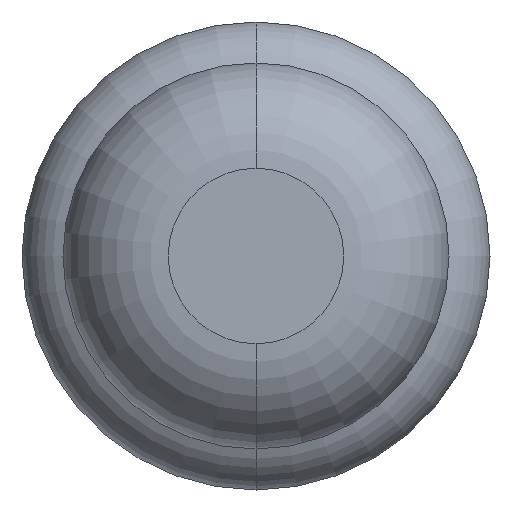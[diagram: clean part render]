
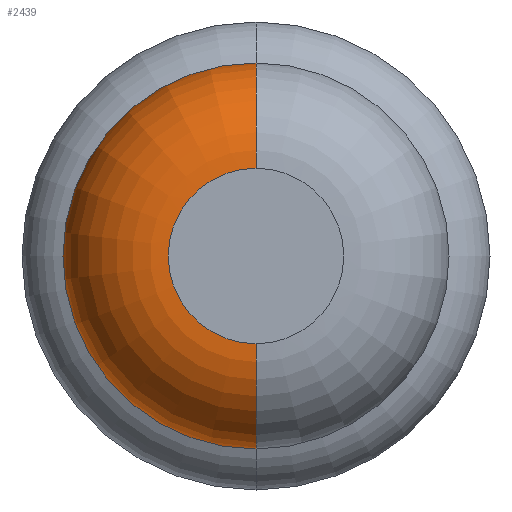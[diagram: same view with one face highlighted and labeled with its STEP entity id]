
A CAD part, front view. The second image highlights one B-rep face of the part: STEP entity #2439.
In plain terms, the highlighted toroidal (fillet/blend) face has major radius 0.375 mm and minor radius 0.45 mm.
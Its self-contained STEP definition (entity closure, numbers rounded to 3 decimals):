
#158 = CARTESIAN_POINT ( 'NONE',  ( 0., -29., 0. ) ) ;
#178 = CARTESIAN_POINT ( 'NONE',  ( 0., -28.55, -0.375 ) ) ;
#179 = VERTEX_POINT ( 'NONE', #2374 ) ;
#494 = DIRECTION ( 'NONE',  ( 1., 0., 0. ) ) ;
#530 = EDGE_CURVE ( 'NONE', #1045, #179, #4311, .T. ) ;
#558 = DIRECTION ( 'NONE',  ( 0., 0., -1. ) ) ;
#652 = VERTEX_POINT ( 'NONE', #1451 ) ;
#753 = ORIENTED_EDGE ( 'NONE', *, *, #3587, .F. ) ;
#878 = DIRECTION ( 'NONE',  ( -1., 0., 0. ) ) ;
#964 = AXIS2_PLACEMENT_3D ( 'NONE', #1493, #4146, #1479 ) ;
#1045 = VERTEX_POINT ( 'NONE', #1811 ) ;
#1114 = DIRECTION ( 'NONE',  ( 0., 0., 1. ) ) ;
#1159 = ORIENTED_EDGE ( 'NONE', *, *, #530, .F. ) ;
#1166 = CIRCLE ( 'NONE', #2205, 0.825 ) ;
#1222 = DIRECTION ( 'NONE',  ( 0., 1., 0. ) ) ;
#1384 = FACE_OUTER_BOUND ( 'NONE', #1674, .T. ) ;
#1451 = CARTESIAN_POINT ( 'NONE',  ( 0., -28.55, 0.825 ) ) ;
#1479 = DIRECTION ( 'NONE',  ( 0., 0., 1. ) ) ;
#1493 = CARTESIAN_POINT ( 'NONE',  ( 0., -28.55, 0. ) ) ;
#1541 = TOROIDAL_SURFACE ( 'NONE', #964, 0.375, 0.45 ) ;
#1555 = CARTESIAN_POINT ( 'NONE',  ( 0., -28.55, 0. ) ) ;
#1674 = EDGE_LOOP ( 'NONE', ( #1159, #2515, #2529, #753 ) ) ;
#1811 = CARTESIAN_POINT ( 'NONE',  ( 0., -29., -0.375 ) ) ;
#2150 = VERTEX_POINT ( 'NONE', #3196 ) ;
#2205 = AXIS2_PLACEMENT_3D ( 'NONE', #1555, #1222, #4219 ) ;
#2374 = CARTESIAN_POINT ( 'NONE',  ( 0., -28.55, -0.825 ) ) ;
#2439 = ADVANCED_FACE ( 'Defeature ausgef�hrt1_2', ( #1384 ), #1541, .T. ) ;
#2462 = DIRECTION ( 'NONE',  ( 0., 0., 1. ) ) ;
#2515 = ORIENTED_EDGE ( 'NONE', *, *, #2712, .T. ) ;
#2529 = ORIENTED_EDGE ( 'NONE', *, *, #2593, .T. ) ;
#2593 = EDGE_CURVE ( 'NONE', #2150, #652, #3692, .T. ) ;
#2619 = AXIS2_PLACEMENT_3D ( 'NONE', #4217, #878, #2462 ) ;
#2712 = EDGE_CURVE ( 'Defeature ausgef�hrt1_2+Defeature ausgef�hrt1_1+Defeature ausgef�hrt1_1+Defeature ausgef�hrt1_1', #1045, #2150, #3929, .T. ) ;
#2961 = AXIS2_PLACEMENT_3D ( 'NONE', #178, #494, #558 ) ;
#3122 = DIRECTION ( 'NONE',  ( 0., 1., 0. ) ) ;
#3196 = CARTESIAN_POINT ( 'NONE',  ( 0., -29., 0.375 ) ) ;
#3587 = EDGE_CURVE ( 'Defeature ausgef�hrt1_3+Defeature ausgef�hrt1_2+Defeature ausgef�hrt1_2+Defeature ausgef�hrt1_2', #179, #652, #1166, .T. ) ;
#3692 = CIRCLE ( 'NONE', #2619, 0.45 ) ;
#3929 = CIRCLE ( 'NONE', #3966, 0.375 ) ;
#3966 = AXIS2_PLACEMENT_3D ( 'NONE', #158, #3122, #1114 ) ;
#4146 = DIRECTION ( 'NONE',  ( 0., 1., 0. ) ) ;
#4217 = CARTESIAN_POINT ( 'NONE',  ( 0., -28.55, 0.375 ) ) ;
#4219 = DIRECTION ( 'NONE',  ( 0., 0., 1. ) ) ;
#4311 = CIRCLE ( 'NONE', #2961, 0.45 ) ;
